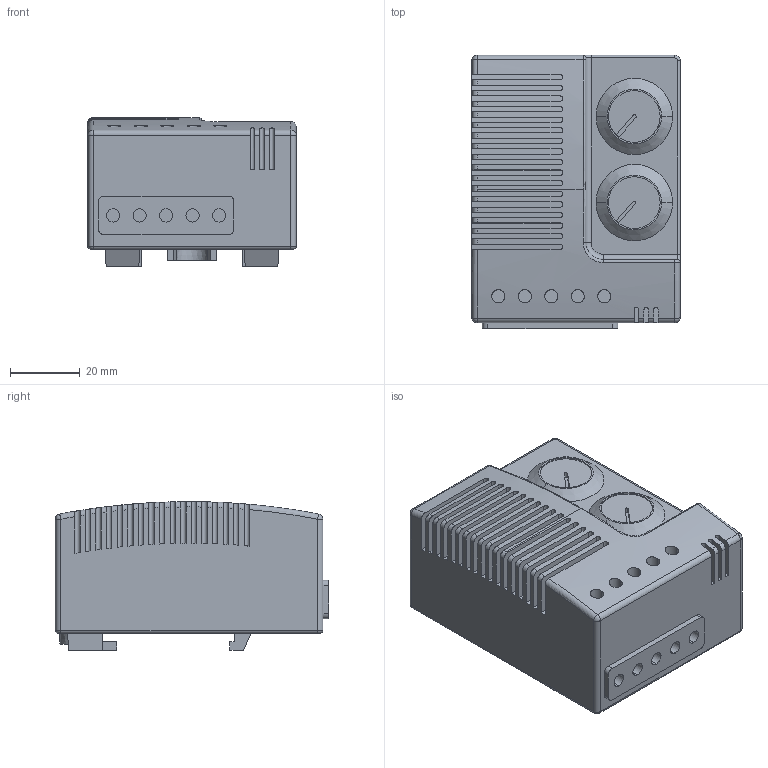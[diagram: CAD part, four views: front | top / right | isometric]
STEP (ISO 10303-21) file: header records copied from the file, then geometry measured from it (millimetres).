
FILE_DESCRIPTION (( 'STEP AP214' ), '1' );
FILE_NAME ('012309-00.STEP', '2014-06-25T16:00:11', ( '' ), ( '' ), 'SwSTEP 2.0', 'SolidWorks 2013', '' );
FILE_SCHEMA (( 'AUTOMOTIVE_DESIGN' ));
Length unit declared in the file: inch
Products named in the file (1): 012309-00
Bounding box: 59.94 x 78.61 x 42.8 mm (x, y, z)
Volume: 151411.5 mm3; surface area: 32501.4 mm2
Topology: 1 solids, 1 shells, 282 faces, 728 edges, 471 vertices
Faces by surface type: plane 137, cylinder 105, torus 29, cone 6, sphere 3, bspline 2
Entity records: 11576 total; most frequent: CARTESIAN_POINT 2909, ORIENTED_EDGE 1450, DIRECTION 1414, EDGE_CURVE 725, AXIS2_PLACEMENT_3D 496, VERTEX_POINT 471, LINE 422, VECTOR 422
